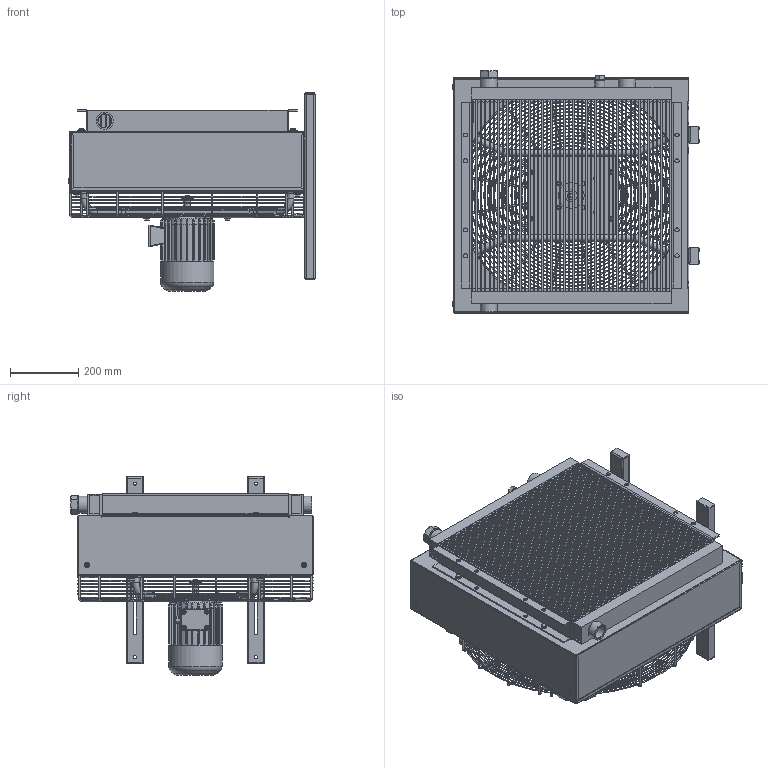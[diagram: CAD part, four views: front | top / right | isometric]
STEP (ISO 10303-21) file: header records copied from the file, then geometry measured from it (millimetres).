
FILE_DESCRIPTION((''),'2;1');
FILE_NAME('LAC-033-6-A-00-000-0-0.stp','2008-06-10T10:33:24',('smasc'),(''),'Autodesk Inventor 2008','Autodesk Inventor 2008','');
FILE_SCHEMA(('AUTOMOTIVE_DESIGN { 1 0 10303 214 1 1 1 1 }'));
Length unit declared in the file: millimetre
Products named in the file (1): Part1
Bounding box: 724 x 712 x 583.5 mm (x, y, z)
Volume: 15087847.3 mm3; surface area: 6944809.9 mm2
Topology: 69 solids, 69 shells, 3907 faces, 9860 edges, 6071 vertices
Faces by surface type: plane 2207, cylinder 822, bspline 370, cone 230, sphere 165, torus 113
Full cylindrical faces by diameter (mm): 2 x1, 4.8 x1, 5 x48, 6 x9, 6.4 x4, 6.5 x4, 7 x4, 8 x36, 8.4 x10, 8.88 x5, 9 x10, 9.8 x4, 11 x8, 11.63 x10, 11.667 x1, 11.7 x1, 12 x5, 12.5 x1, 14 x1, 14.1 x1, 15.5 x4, 16 x10, 18.631 x1, 19 x1, 20 x10, 21 x2, 22 x1, 28 x1, 28.5 x1, 30 x1
Entity records: 125022 total; most frequent: CARTESIAN_POINT 34325, ORIENTED_EDGE 18022, DIRECTION 16921, EDGE_CURVE 9011, VERTEX_POINT 5869, VECTOR 5681, LINE 5681, AXIS2_PLACEMENT_3D 5620
